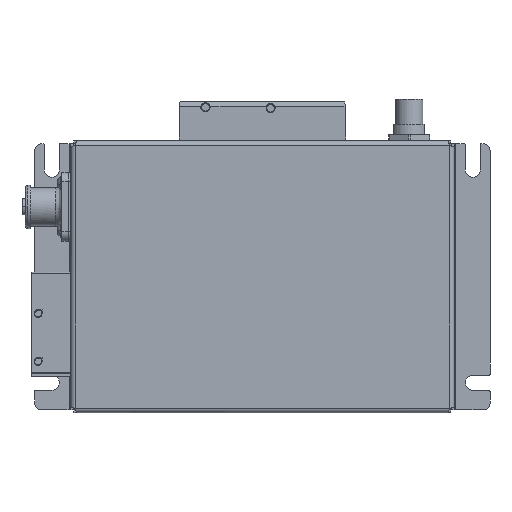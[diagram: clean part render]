
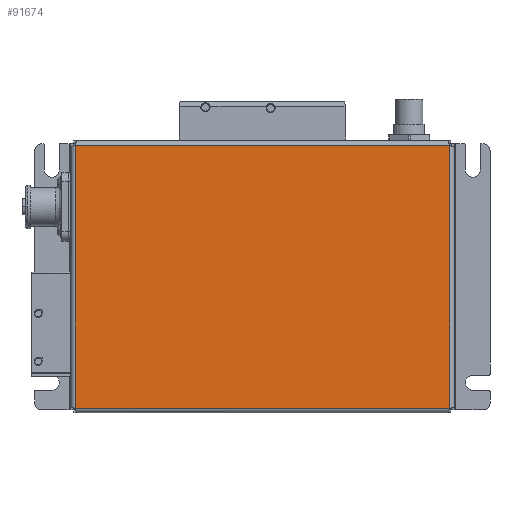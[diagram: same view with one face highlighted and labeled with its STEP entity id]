
A CAD part, front view. The second image highlights one B-rep face of the part: STEP entity #91674.
In plain terms, the highlighted planar face has unit normal (0, -1, 0).
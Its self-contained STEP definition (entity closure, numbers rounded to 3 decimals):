
#722 = ORIENTED_EDGE ( 'NONE', *, *, #2197, .F. ) ;
#2197 = EDGE_CURVE ( 'NONE', #88486, #83766, #60747, .T. ) ;
#6396 = LINE ( 'NONE', #39719, #68631 ) ;
#6946 = ORIENTED_EDGE ( 'NONE', *, *, #73788, .F. ) ;
#7750 = VECTOR ( 'NONE', #45465, 1000. ) ;
#10924 = EDGE_CURVE ( 'NONE', #95612, #94948, #45611, .T. ) ;
#13469 = DIRECTION ( 'NONE',  ( 0., 0., 1. ) ) ;
#14640 = ORIENTED_EDGE ( 'NONE', *, *, #10924, .F. ) ;
#21301 = CARTESIAN_POINT ( 'NONE',  ( 0., 0., 0. ) ) ;
#23050 = CARTESIAN_POINT ( 'NONE',  ( 0., 0., -57.76 ) ) ;
#24738 = DIRECTION ( 'NONE',  ( 1., 0., 0. ) ) ;
#27444 = ORIENTED_EDGE ( 'NONE', *, *, #53401, .F. ) ;
#30548 = LINE ( 'NONE', #23050, #7750 ) ;
#30693 = CARTESIAN_POINT ( 'NONE',  ( 82.26, 0., 57.76 ) ) ;
#32961 = AXIS2_PLACEMENT_3D ( 'NONE', #21301, #44700, #81109 ) ;
#37968 = CARTESIAN_POINT ( 'NONE',  ( 82.26, 0., -57.76 ) ) ;
#38742 = CARTESIAN_POINT ( 'NONE',  ( -82.26, 0., -57.76 ) ) ;
#39719 = CARTESIAN_POINT ( 'NONE',  ( 0., 0., 57.76 ) ) ;
#44700 = DIRECTION ( 'NONE',  ( 0., -1., 0. ) ) ;
#45465 = DIRECTION ( 'NONE',  ( -1., 0., 0. ) ) ;
#45611 = LINE ( 'NONE', #52085, #58771 ) ;
#52085 = CARTESIAN_POINT ( 'NONE',  ( 82.26, 0., 0. ) ) ;
#53401 = EDGE_CURVE ( 'NONE', #83766, #95612, #6396, .T. ) ;
#58771 = VECTOR ( 'NONE', #82508, 1000. ) ;
#59745 = CARTESIAN_POINT ( 'NONE',  ( -82.26, 0., 0. ) ) ;
#60747 = LINE ( 'NONE', #59745, #71574 ) ;
#68631 = VECTOR ( 'NONE', #24738, 1000. ) ;
#71574 = VECTOR ( 'NONE', #13469, 1000. ) ;
#73788 = EDGE_CURVE ( 'NONE', #94948, #88486, #30548, .T. ) ;
#81109 = DIRECTION ( 'NONE',  ( 0., 0., -1. ) ) ;
#82508 = DIRECTION ( 'NONE',  ( 0., 0., -1. ) ) ;
#83766 = VERTEX_POINT ( 'NONE', #93539 ) ;
#88486 = VERTEX_POINT ( 'NONE', #38742 ) ;
#88681 = EDGE_LOOP ( 'NONE', ( #27444, #722, #6946, #14640 ) ) ;
#89077 = FACE_OUTER_BOUND ( 'NONE', #88681, .T. ) ;
#90032 = PLANE ( 'NONE',  #32961 ) ;
#91674 = ADVANCED_FACE ( 'NONE', ( #89077 ), #90032, .T. ) ;
#93539 = CARTESIAN_POINT ( 'NONE',  ( -82.26, 0., 57.76 ) ) ;
#94948 = VERTEX_POINT ( 'NONE', #37968 ) ;
#95612 = VERTEX_POINT ( 'NONE', #30693 ) ;
